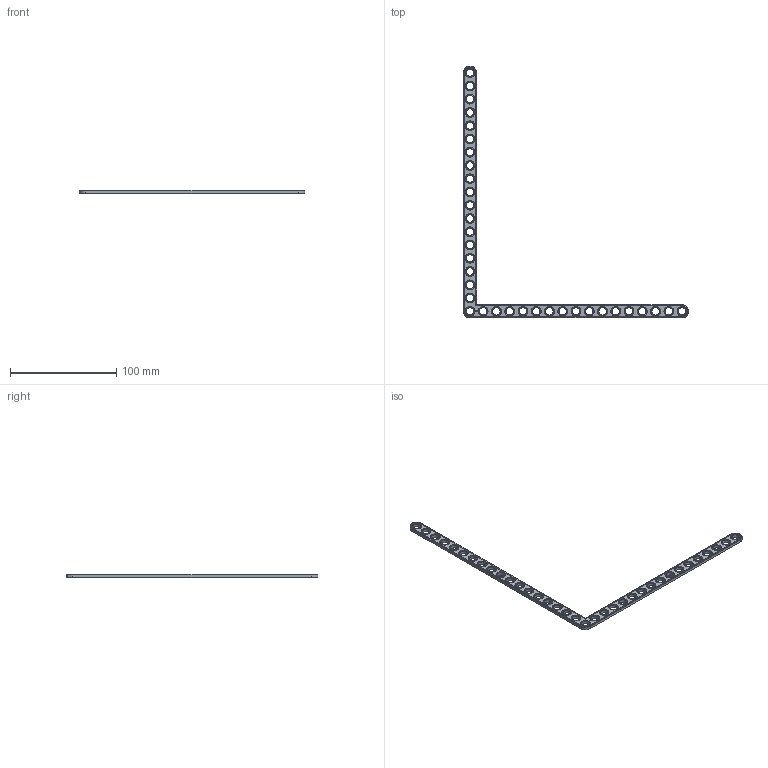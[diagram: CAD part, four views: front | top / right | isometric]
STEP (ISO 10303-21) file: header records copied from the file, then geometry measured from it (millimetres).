
FILE_DESCRIPTION(('FreeCAD Model'),'2;1');
FILE_NAME('Open CASCADE Shape Model','2022-02-09T23:41:33',( 'Paulo Kiefe'),('STEMFIE.org'),'Open CASCADE STEP processor 7.4', 'FreeCAD','Unknown');
FILE_SCHEMA(('AUTOMOTIVE_DESIGN { 1 0 10303 214 1 1 1 1 }'));
Length unit declared in the file: millimetre
Products named in the file (1): Brace_AGD_90_ASYM_ERR_BU17x19x01x00.25_-_SPN-BRC-1166_(stemfie.org)
Bounding box: 212.5 x 237.5 x 3.12 mm (x, y, z)
Volume: 12172.9 mm3; surface area: 13140.8 mm2
Topology: 1 solids, 1 shells, 718 faces, 1857 edges, 1210 vertices
Faces by surface type: plane 372, extrusion 194, cone 76, cylinder 76
Full cylindrical faces by diameter (mm): 7 x35, 9.2 x35
Entity records: 47525 total; most frequent: CARTESIAN_POINT 11300, DIRECTION 6003, VECTOR 4380, LINE 4186, ORIENTED_EDGE 3714, PCURVE 3714, DEFINITIONAL_REPRESENTATION 3714, EDGE_CURVE 1857
